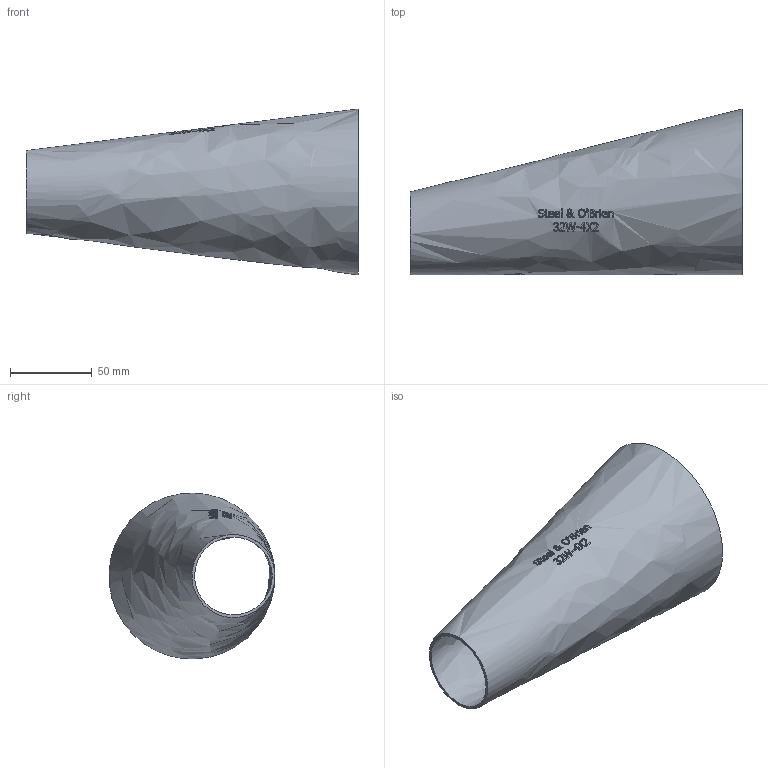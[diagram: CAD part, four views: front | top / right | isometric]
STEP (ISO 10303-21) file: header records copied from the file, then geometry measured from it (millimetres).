
FILE_DESCRIPTION(/* description */ (''),/* implementation_level */ '2;1');
FILE_NAME(/* name */ '32W-4X2.stp',/* time_stamp */ '2019-07-31T11:45:15-04:00',/* author */ ('rick'),/* organization */ (''),/* preprocessor_version */ 'ST-DEVELOPER v15.2',/* originating_system */ 'Autodesk Inventor 2014',/* authorisation */ '');
FILE_SCHEMA (('AUTOMOTIVE_DESIGN { 1 0 10303 214 3 1 1 }'));
Length unit declared in the file: inch
Products named in the file (1): 32W-4X2
Bounding box: 203.2 x 101.49 x 101.53 mm (x, y, z)
Volume: 90385.5 mm3; surface area: 96948.1 mm2
Topology: 1 solids, 1 shells, 348 faces, 982 edges, 656 vertices
Faces by surface type: bspline 203, plane 145
Entity records: 14322 total; most frequent: CARTESIAN_POINT 6958, ORIENTED_EDGE 1964, EDGE_CURVE 982, DIRECTION 790, VERTEX_POINT 656, B_SPLINE_CURVE_WITH_KNOTS 522, EDGE_LOOP 370, ADVANCED_FACE 348
